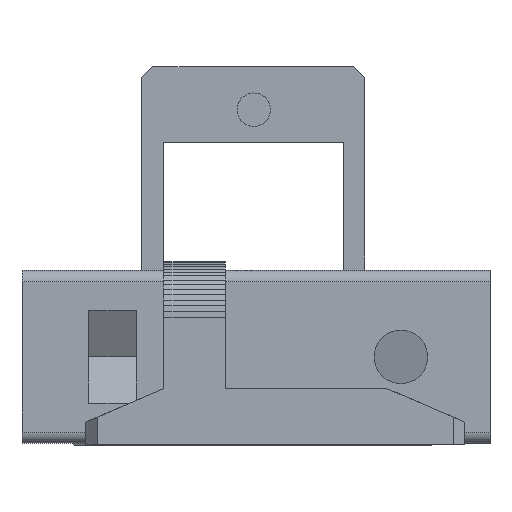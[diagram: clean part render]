
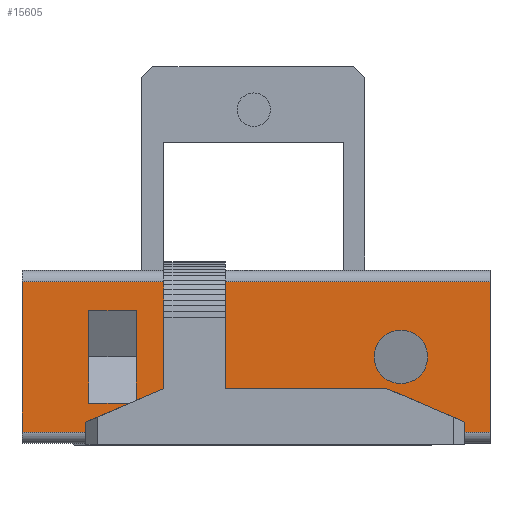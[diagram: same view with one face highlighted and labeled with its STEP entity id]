
A CAD part, front view. The second image highlights one B-rep face of the part: STEP entity #15605.
In plain terms, the highlighted planar face has unit normal (0, -1, 0).
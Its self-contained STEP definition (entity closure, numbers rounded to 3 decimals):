
#179=CIRCLE('',#16496,2.4);
#260=FACE_BOUND('',#1361,.T.);
#261=FACE_BOUND('',#1362,.T.);
#413=FACE_OUTER_BOUND('',#1360,.T.);
#1360=EDGE_LOOP('',(#10717,#10718,#10719,#10720));
#1361=EDGE_LOOP('',(#10721));
#1362=EDGE_LOOP('',(#10722,#10723,#10724,#10725));
#2375=LINE('',#22248,#4460);
#2547=LINE('',#22810,#4632);
#2548=LINE('',#22817,#4633);
#2549=LINE('',#22820,#4634);
#2550=LINE('',#22821,#4635);
#2551=LINE('',#22824,#4636);
#2552=LINE('',#22825,#4637);
#2553=LINE('',#22826,#4638);
#4460=VECTOR('',#17767,10.);
#4632=VECTOR('',#18363,10.);
#4633=VECTOR('',#18372,10.);
#4634=VECTOR('',#18377,10.);
#4635=VECTOR('',#18378,10.);
#4636=VECTOR('',#18379,10.);
#4637=VECTOR('',#18380,10.);
#4638=VECTOR('',#18381,10.);
#6525=VERTEX_POINT('',#22240);
#6528=VERTEX_POINT('',#22246);
#6591=VERTEX_POINT('',#22464);
#6705=VERTEX_POINT('',#22808);
#6706=VERTEX_POINT('',#22809);
#6707=VERTEX_POINT('',#22814);
#6708=VERTEX_POINT('',#22816);
#6709=VERTEX_POINT('',#22822);
#6710=VERTEX_POINT('',#22823);
#7894=EDGE_CURVE('',#6528,#6525,#2375,.T.);
#8011=EDGE_CURVE('',#6591,#6591,#179,.T.);
#8182=EDGE_CURVE('',#6705,#6706,#2547,.T.);
#8186=EDGE_CURVE('',#6708,#6707,#2548,.T.);
#8188=EDGE_CURVE('',#6706,#6707,#2549,.T.);
#8189=EDGE_CURVE('',#6705,#6708,#2550,.T.);
#8190=EDGE_CURVE('',#6709,#6710,#2551,.T.);
#8191=EDGE_CURVE('',#6525,#6709,#2552,.T.);
#8192=EDGE_CURVE('',#6710,#6528,#2553,.T.);
#10717=ORIENTED_EDGE('',*,*,#8188,.F.);
#10718=ORIENTED_EDGE('',*,*,#8182,.F.);
#10719=ORIENTED_EDGE('',*,*,#8189,.T.);
#10720=ORIENTED_EDGE('',*,*,#8186,.T.);
#10721=ORIENTED_EDGE('',*,*,#8011,.T.);
#10722=ORIENTED_EDGE('',*,*,#8190,.F.);
#10723=ORIENTED_EDGE('',*,*,#8191,.F.);
#10724=ORIENTED_EDGE('',*,*,#7894,.F.);
#10725=ORIENTED_EDGE('',*,*,#8192,.F.);
#14698=PLANE('',#16673);
#15605=ADVANCED_FACE('',(#413,#260,#261),#14698,.F.);
#16496=AXIS2_PLACEMENT_3D('',#22466,#17962,#17963);
#16673=AXIS2_PLACEMENT_3D('',#22819,#18375,#18376);
#17767=DIRECTION('',(0.,0.,1.));
#17962=DIRECTION('center_axis',(0.,1.,0.));
#17963=DIRECTION('ref_axis',(0.,0.,1.));
#18363=DIRECTION('',(1.,0.,0.));
#18372=DIRECTION('',(1.,0.,0.));
#18375=DIRECTION('center_axis',(0.,1.,0.));
#18376=DIRECTION('ref_axis',(0.,0.,1.));
#18377=DIRECTION('',(0.,0.,-1.));
#18378=DIRECTION('',(0.,0.,-1.));
#18379=DIRECTION('',(0.,0.,-1.));
#18380=DIRECTION('',(-1.,0.,0.));
#18381=DIRECTION('',(1.,0.,0.));
#22240=CARTESIAN_POINT('',(84.5,-28.,12.108));
#22246=CARTESIAN_POINT('',(84.5,-28.,3.795));
#22248=CARTESIAN_POINT('',(84.5,-28.,2.497));
#22464=CARTESIAN_POINT('',(108.25,-28.,5.55));
#22466=CARTESIAN_POINT('Origin',(108.25,-28.,7.95));
#22808=CARTESIAN_POINT('',(74.25,-28.,14.7));
#22809=CARTESIAN_POINT('',(116.25,-28.,14.7));
#22810=CARTESIAN_POINT('',(74.25,-28.,14.7));
#22814=CARTESIAN_POINT('',(116.25,-28.,1.2));
#22816=CARTESIAN_POINT('',(74.25,-28.,1.2));
#22817=CARTESIAN_POINT('',(74.25,-28.,1.2));
#22819=CARTESIAN_POINT('Origin',(74.25,-28.,1.2));
#22820=CARTESIAN_POINT('',(116.25,-28.,2.125));
#22821=CARTESIAN_POINT('',(74.25,-28.,14.7));
#22822=CARTESIAN_POINT('',(80.25,-28.,12.108));
#22823=CARTESIAN_POINT('',(80.25,-28.,3.795));
#22824=CARTESIAN_POINT('',(80.25,-28.,4.576));
#22825=CARTESIAN_POINT('',(79.375,-28.,12.108));
#22826=CARTESIAN_POINT('',(77.25,-28.,3.795));
